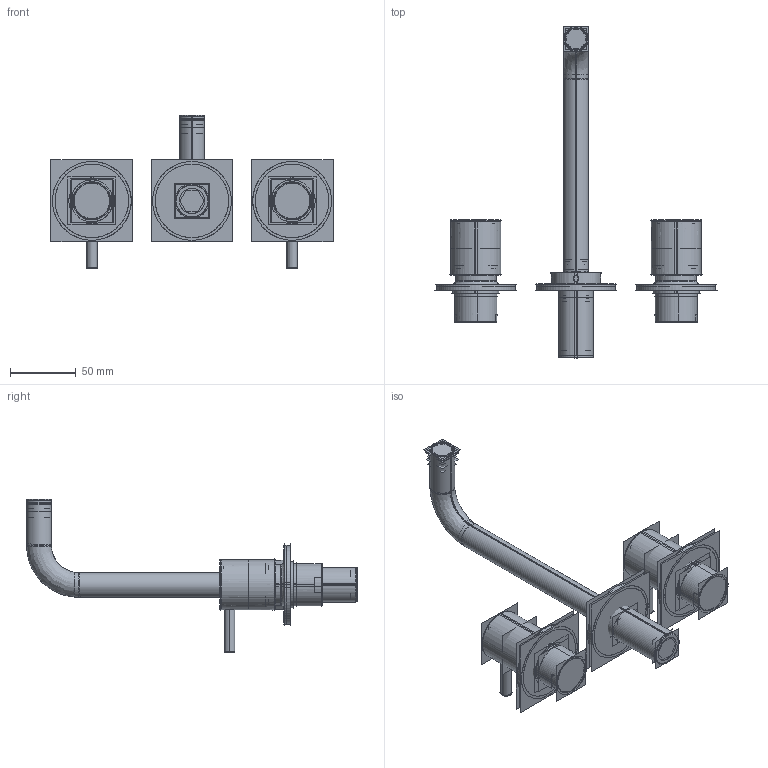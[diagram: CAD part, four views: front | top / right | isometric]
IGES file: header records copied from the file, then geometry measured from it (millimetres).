
Start section:  PTC IGES file: PRO130TRIMC.igs
Global section: file name: PRO130TRIMC.igs; native system: Pro/ENGINEER by Parametric Technology Corporation; preprocessor: 2009360; author: user152; organization: Unknown; date: 20200311.095628; units: millimetre
Bounding box: 214.8 x 252.52 x 116.86 mm (x, y, z)
Volume: 244588 mm3; surface area: 1280979.3 mm2
Topology: 32 solids, 51 shells, 2596 faces, 16452 edges, 23240 vertices
Faces by surface type: revolution 1464, bspline 1132
